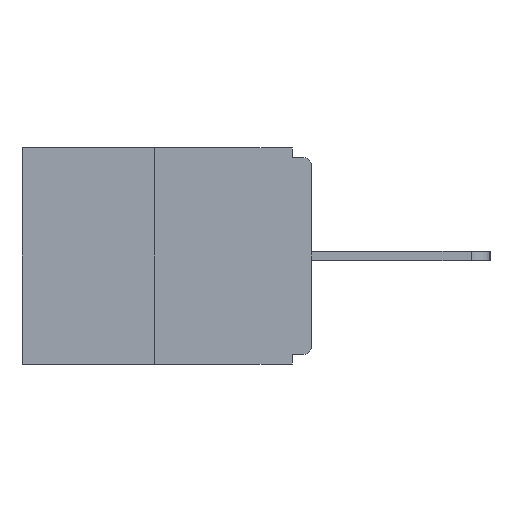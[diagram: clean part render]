
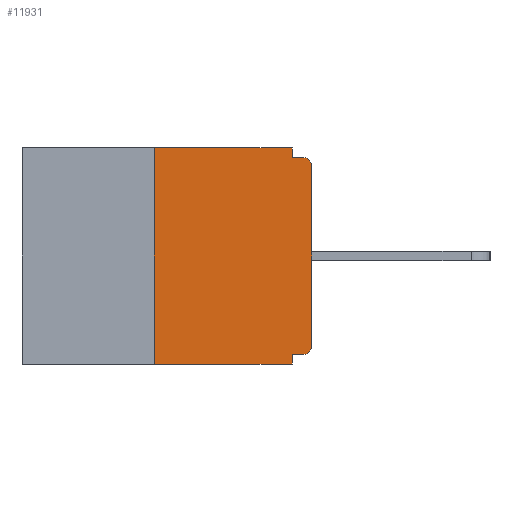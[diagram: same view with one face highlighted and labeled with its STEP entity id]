
A CAD part, left-side view. The second image highlights one B-rep face of the part: STEP entity #11931.
In plain terms, the highlighted planar face has unit normal (-1, 0, 0).
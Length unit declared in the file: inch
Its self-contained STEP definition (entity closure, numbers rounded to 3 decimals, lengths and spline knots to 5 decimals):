
#99 = ORIENTED_EDGE ( 'NONE', *, *, #5783, .F. ) ;
#397 = EDGE_LOOP ( 'NONE', ( #17026, #99, #23567, #16294, #8001, #7413, #24216, #5812, #22446, #24662 ) ) ;
#673 = PLANE ( 'NONE',  #4210 ) ;
#2073 = VERTEX_POINT ( 'NONE', #20609 ) ;
#2372 = CARTESIAN_POINT ( 'NONE',  ( 0., 0.031, 0. ) ) ;
#2624 = CARTESIAN_POINT ( 'NONE',  ( 0., 0., -0.328 ) ) ;
#3200 = CARTESIAN_POINT ( 'NONE',  ( 0., 0., 0. ) ) ;
#3494 = EDGE_CURVE ( 'NONE', #5570, #8994, #17744, .T. ) ;
#3627 = VERTEX_POINT ( 'NONE', #6778 ) ;
#3664 = CARTESIAN_POINT ( 'NONE',  ( 0., 0.46, -0.343 ) ) ;
#3822 = DIRECTION ( 'NONE',  ( 0., -1., 0. ) ) ;
#3908 = VECTOR ( 'NONE', #16547, 39.37008 ) ;
#3970 = DIRECTION ( 'NONE',  ( -1., 0., 0. ) ) ;
#4210 = AXIS2_PLACEMENT_3D ( 'NONE', #8358, #10505, #12631 ) ;
#5545 = EDGE_CURVE ( 'NONE', #3627, #7463, #10537, .T. ) ;
#5570 = VERTEX_POINT ( 'NONE', #18418 ) ;
#5783 = EDGE_CURVE ( 'NONE', #19153, #10933, #6098, .T. ) ;
#5812 = ORIENTED_EDGE ( 'NONE', *, *, #7064, .T. ) ;
#5845 = DIRECTION ( 'NONE',  ( 0., 0., 1. ) ) ;
#5895 = CIRCLE ( 'NONE', #7914, 0.015 ) ;
#6098 = LINE ( 'NONE', #8236, #7583 ) ;
#6184 = CARTESIAN_POINT ( 'NONE',  ( 0., 0.031, -0.015 ) ) ;
#6778 = CARTESIAN_POINT ( 'NONE',  ( 0., 0., -0.313 ) ) ;
#7064 = EDGE_CURVE ( 'NONE', #7463, #12499, #17704, .T. ) ;
#7413 = ORIENTED_EDGE ( 'NONE', *, *, #15014, .T. ) ;
#7463 = VERTEX_POINT ( 'NONE', #13756 ) ;
#7555 = DIRECTION ( 'NONE',  ( 0., -1., 0. ) ) ;
#7583 = VECTOR ( 'NONE', #5845, 39.37008 ) ;
#7706 = EDGE_CURVE ( 'NONE', #10933, #2073, #22655, .T. ) ;
#7880 = VECTOR ( 'NONE', #10071, 39.37008 ) ;
#7914 = AXIS2_PLACEMENT_3D ( 'NONE', #21048, #17031, #15393 ) ;
#8001 = ORIENTED_EDGE ( 'NONE', *, *, #3494, .F. ) ;
#8236 = CARTESIAN_POINT ( 'NONE',  ( 0., 0.25, 0. ) ) ;
#8358 = CARTESIAN_POINT ( 'NONE',  ( 0., 0.46, 0. ) ) ;
#8576 = EDGE_CURVE ( 'NONE', #8994, #12989, #22845, .T. ) ;
#8614 = EDGE_CURVE ( 'NONE', #11012, #12499, #21068, .T. ) ;
#8994 = VERTEX_POINT ( 'NONE', #9373 ) ;
#9373 = CARTESIAN_POINT ( 'NONE',  ( 0., 0.031, -0.328 ) ) ;
#9514 = CARTESIAN_POINT ( 'NONE',  ( 0., 0., -0.015 ) ) ;
#10071 = DIRECTION ( 'NONE',  ( 0., 0., -1. ) ) ;
#10505 = DIRECTION ( 'NONE',  ( 1., 0., 0. ) ) ;
#10537 = LINE ( 'NONE', #3200, #3908 ) ;
#10773 = VECTOR ( 'NONE', #20948, 39.37008 ) ;
#10933 = VERTEX_POINT ( 'NONE', #20529 ) ;
#11012 = VERTEX_POINT ( 'NONE', #6184 ) ;
#11685 = DIRECTION ( 'NONE',  ( 0., 0., -1. ) ) ;
#11931 = ADVANCED_FACE ( 'NONE', ( #17910 ), #673, .F. ) ;
#11974 = DIRECTION ( 'NONE',  ( 0., 1., 0. ) ) ;
#12499 = VERTEX_POINT ( 'NONE', #22266 ) ;
#12631 = DIRECTION ( 'NONE',  ( 0., 0., -1. ) ) ;
#12806 = EDGE_CURVE ( 'NONE', #2073, #11012, #15833, .T. ) ;
#12989 = VERTEX_POINT ( 'NONE', #24764 ) ;
#13756 = CARTESIAN_POINT ( 'NONE',  ( 0., 0., -0.03 ) ) ;
#14888 = CARTESIAN_POINT ( 'NONE',  ( 0., 0.25, -0.343 ) ) ;
#15014 = EDGE_CURVE ( 'NONE', #5570, #3627, #5895, .T. ) ;
#15393 = DIRECTION ( 'NONE',  ( 0., 0., -1. ) ) ;
#15412 = CARTESIAN_POINT ( 'NONE',  ( 0., 0.031, -0.343 ) ) ;
#15833 = LINE ( 'NONE', #2372, #7880 ) ;
#16294 = ORIENTED_EDGE ( 'NONE', *, *, #8576, .F. ) ;
#16547 = DIRECTION ( 'NONE',  ( 0., 0., 1. ) ) ;
#16704 = EDGE_CURVE ( 'NONE', #19153, #12989, #18882, .T. ) ;
#17026 = ORIENTED_EDGE ( 'NONE', *, *, #7706, .F. ) ;
#17031 = DIRECTION ( 'NONE',  ( -1., 0., 0. ) ) ;
#17300 = VECTOR ( 'NONE', #11974, 39.37008 ) ;
#17576 = CARTESIAN_POINT ( 'NONE',  ( 0., 0.015, -0.03 ) ) ;
#17704 = CIRCLE ( 'NONE', #21710, 0.015 ) ;
#17744 = LINE ( 'NONE', #2624, #17300 ) ;
#17910 = FACE_OUTER_BOUND ( 'NONE', #397, .T. ) ;
#18418 = CARTESIAN_POINT ( 'NONE',  ( 0., 0.015, -0.328 ) ) ;
#18882 = LINE ( 'NONE', #3664, #23633 ) ;
#19153 = VERTEX_POINT ( 'NONE', #14888 ) ;
#19246 = DIRECTION ( 'NONE',  ( 0., -1., 0. ) ) ;
#19604 = VECTOR ( 'NONE', #3822, 39.37008 ) ;
#20383 = CARTESIAN_POINT ( 'NONE',  ( 0., 0.46, 0. ) ) ;
#20529 = CARTESIAN_POINT ( 'NONE',  ( 0., 0.25, 0. ) ) ;
#20609 = CARTESIAN_POINT ( 'NONE',  ( 0., 0.031, 0. ) ) ;
#20948 = DIRECTION ( 'NONE',  ( 0., 0., -1. ) ) ;
#21048 = CARTESIAN_POINT ( 'NONE',  ( 0., 0.015, -0.313 ) ) ;
#21068 = LINE ( 'NONE', #9514, #19604 ) ;
#21710 = AXIS2_PLACEMENT_3D ( 'NONE', #17576, #3970, #11685 ) ;
#22266 = CARTESIAN_POINT ( 'NONE',  ( 0., 0.015, -0.015 ) ) ;
#22446 = ORIENTED_EDGE ( 'NONE', *, *, #8614, .F. ) ;
#22655 = LINE ( 'NONE', #20383, #23078 ) ;
#22845 = LINE ( 'NONE', #15412, #10773 ) ;
#23078 = VECTOR ( 'NONE', #7555, 39.37008 ) ;
#23567 = ORIENTED_EDGE ( 'NONE', *, *, #16704, .T. ) ;
#23633 = VECTOR ( 'NONE', #19246, 39.37008 ) ;
#24216 = ORIENTED_EDGE ( 'NONE', *, *, #5545, .T. ) ;
#24662 = ORIENTED_EDGE ( 'NONE', *, *, #12806, .F. ) ;
#24764 = CARTESIAN_POINT ( 'NONE',  ( 0., 0.031, -0.343 ) ) ;
